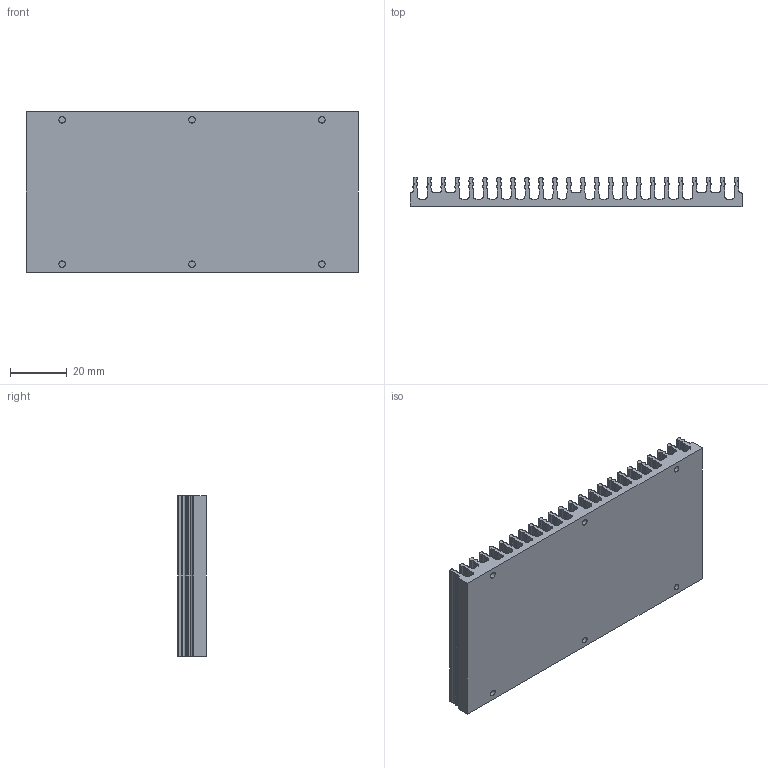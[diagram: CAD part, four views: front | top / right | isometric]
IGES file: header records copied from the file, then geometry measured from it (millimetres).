
Start section: SolidWorks IGES file using analytic representation for surfaces
Global section: file name: 30778.IGS; native system: SolidWorks 2010; preprocessor: SolidWorks 2010; author: kkamath; date: 110701.130144; units: millimetre
Bounding box: 116.84 x 10.16 x 56.39 mm (x, y, z)
Surface area: 33308.2 mm2 (no closed solid volume)
Topology: 0 solids, 0 shells, 530 faces, 4992 edges, 4992 vertices
Faces by surface type: revolution 398, bspline 132
